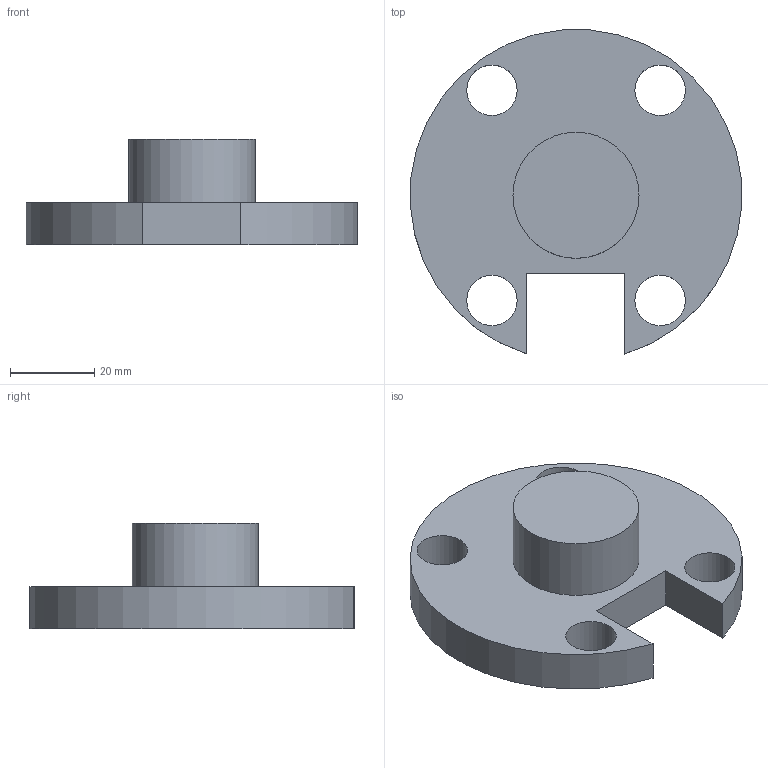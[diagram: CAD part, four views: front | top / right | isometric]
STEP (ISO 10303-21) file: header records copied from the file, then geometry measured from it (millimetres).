
FILE_DESCRIPTION(/* description */ (''),/* implementation_level */ '2;1');
FILE_NAME(/* name */ 'N3 Holder Avionics Bay.step',/* time_stamp */ '2023-02-07T16:31:35+03:00',/* author */ (''),/* organization */ (''),/* preprocessor_version */ 'ST-DEVELOPER v19',/* originating_system */ 'Autodesk Translation Framework v11.7.0.108',/* authorisation */ '');
FILE_SCHEMA (('AUTOMOTIVE_DESIGN { 1 0 10303 214 3 1 1 }'));
Length unit declared in the file: millimetre
Products named in the file (1): Holder Avionics Bay
Bounding box: 78.83 x 77.11 x 25 mm (x, y, z)
Volume: 50330.4 mm3; surface area: 13728.7 mm2
Topology: 1 solids, 1 shells, 12 faces, 27 edges, 18 vertices
Faces by surface type: cylinder 6, plane 6
Full cylindrical faces by diameter (mm): 12 x4, 30 x1
Entity records: 392 total; most frequent: DIRECTION 65, CARTESIAN_POINT 58, ORIENTED_EDGE 54, EDGE_CURVE 27, AXIS2_PLACEMENT_3D 25, EDGE_LOOP 21, VERTEX_POINT 18, LINE 15
